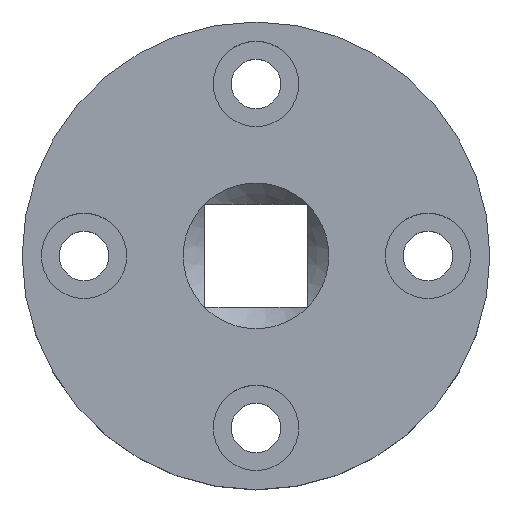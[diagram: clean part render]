
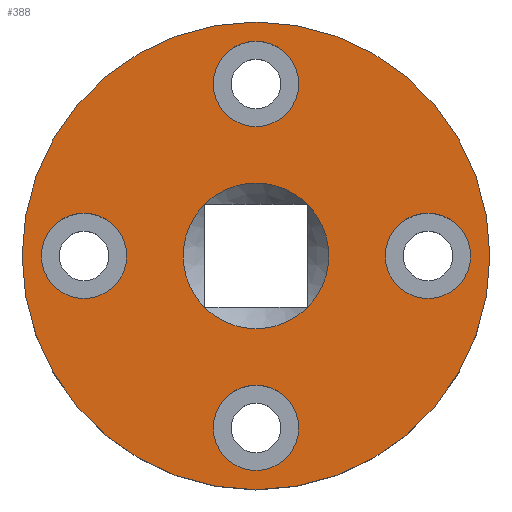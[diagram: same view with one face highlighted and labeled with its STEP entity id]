
A CAD part, top view. The second image highlights one B-rep face of the part: STEP entity #388.
In plain terms, the highlighted planar face has unit normal (0, 0, 1).
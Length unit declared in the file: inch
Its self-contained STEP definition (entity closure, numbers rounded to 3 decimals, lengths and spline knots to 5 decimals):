
#23=LINE('',#608,#39);
#27=LINE('',#616,#43);
#28=LINE('',#622,#44);
#31=LINE('',#628,#47);
#32=LINE('',#634,#48);
#33=LINE('',#640,#49);
#36=LINE('',#646,#52);
#37=LINE('',#651,#53);
#39=VECTOR('',#504,0.00023);
#43=VECTOR('',#508,0.00023);
#44=VECTOR('',#511,0.00023);
#47=VECTOR('',#514,0.00023);
#48=VECTOR('',#517,0.00023);
#49=VECTOR('',#518,0.00023);
#52=VECTOR('',#523,0.00023);
#53=VECTOR('',#524,0.00023);
#77=FACE_BOUND('',#148,.T.);
#78=FACE_BOUND('',#149,.T.);
#79=FACE_BOUND('',#150,.T.);
#80=FACE_BOUND('',#151,.T.);
#81=FACE_BOUND('',#152,.T.);
#110=FACE_OUTER_BOUND('',#147,.T.);
#147=EDGE_LOOP('',(#325));
#148=EDGE_LOOP('',(#326));
#149=EDGE_LOOP('',(#327));
#150=EDGE_LOOP('',(#328));
#151=EDGE_LOOP('',(#329));
#152=EDGE_LOOP('',(#330,#331,#332,#333,#334,#335,#336,#337,#338,#339,#340,
#341));
#167=CIRCLE('',#399,0.155);
#171=CIRCLE('',#406,0.155);
#175=CIRCLE('',#413,0.155);
#179=CIRCLE('',#420,0.155);
#181=CIRCLE('',#428,0.265);
#182=CIRCLE('',#430,0.265);
#183=CIRCLE('',#432,0.265);
#184=CIRCLE('',#434,0.265);
#185=CIRCLE('',#436,0.85);
#191=VERTEX_POINT('',#567);
#195=VERTEX_POINT('',#578);
#199=VERTEX_POINT('',#589);
#203=VERTEX_POINT('',#600);
#205=VERTEX_POINT('',#606);
#206=VERTEX_POINT('',#607);
#209=VERTEX_POINT('',#613);
#210=VERTEX_POINT('',#615);
#211=VERTEX_POINT('',#621);
#213=VERTEX_POINT('',#625);
#214=VERTEX_POINT('',#627);
#215=VERTEX_POINT('',#633);
#216=VERTEX_POINT('',#635);
#217=VERTEX_POINT('',#639);
#219=VERTEX_POINT('',#645);
#220=VERTEX_POINT('',#647);
#221=VERTEX_POINT('',#662);
#227=EDGE_CURVE('',#191,#191,#167,.T.);
#231=EDGE_CURVE('',#195,#195,#171,.T.);
#235=EDGE_CURVE('',#199,#199,#175,.T.);
#239=EDGE_CURVE('',#203,#203,#179,.T.);
#241=EDGE_CURVE('',#205,#206,#23,.T.);
#245=EDGE_CURVE('',#210,#209,#27,.T.);
#247=EDGE_CURVE('',#209,#211,#28,.T.);
#250=EDGE_CURVE('',#214,#213,#31,.T.);
#252=EDGE_CURVE('',#215,#205,#32,.T.);
#254=EDGE_CURVE('',#217,#216,#33,.T.);
#257=EDGE_CURVE('',#219,#217,#36,.T.);
#259=EDGE_CURVE('',#213,#220,#37,.T.);
#261=EDGE_CURVE('',#214,#211,#181,.T.);
#262=EDGE_CURVE('',#219,#220,#182,.T.);
#263=EDGE_CURVE('',#215,#216,#183,.T.);
#264=EDGE_CURVE('',#210,#206,#184,.T.);
#265=EDGE_CURVE('',#221,#221,#185,.T.);
#325=ORIENTED_EDGE('',*,*,#265,.F.);
#326=ORIENTED_EDGE('',*,*,#227,.T.);
#327=ORIENTED_EDGE('',*,*,#231,.T.);
#328=ORIENTED_EDGE('',*,*,#235,.T.);
#329=ORIENTED_EDGE('',*,*,#239,.T.);
#330=ORIENTED_EDGE('',*,*,#241,.T.);
#331=ORIENTED_EDGE('',*,*,#264,.F.);
#332=ORIENTED_EDGE('',*,*,#245,.T.);
#333=ORIENTED_EDGE('',*,*,#247,.T.);
#334=ORIENTED_EDGE('',*,*,#261,.F.);
#335=ORIENTED_EDGE('',*,*,#250,.T.);
#336=ORIENTED_EDGE('',*,*,#259,.T.);
#337=ORIENTED_EDGE('',*,*,#262,.F.);
#338=ORIENTED_EDGE('',*,*,#257,.T.);
#339=ORIENTED_EDGE('',*,*,#254,.T.);
#340=ORIENTED_EDGE('',*,*,#263,.F.);
#341=ORIENTED_EDGE('',*,*,#252,.T.);
#365=PLANE('',#435);
#388=ADVANCED_FACE('',(#110,#77,#78,#79,#80,#81),#365,.T.);
#399=AXIS2_PLACEMENT_3D('',#568,#454,#455);
#406=AXIS2_PLACEMENT_3D('',#579,#468,#469);
#413=AXIS2_PLACEMENT_3D('',#590,#482,#483);
#420=AXIS2_PLACEMENT_3D('',#601,#496,#497);
#428=AXIS2_PLACEMENT_3D('',#654,#528,#529);
#430=AXIS2_PLACEMENT_3D('',#656,#532,#533);
#432=AXIS2_PLACEMENT_3D('',#658,#536,#537);
#434=AXIS2_PLACEMENT_3D('',#660,#540,#541);
#435=AXIS2_PLACEMENT_3D('',#661,#542,#543);
#436=AXIS2_PLACEMENT_3D('',#663,#544,#545);
#454=DIRECTION('center_axis',(0.,0.,
-1.));
#455=DIRECTION('ref_axis',(0.,-1.,0.));
#468=DIRECTION('center_axis',(0.,0.,
-1.));
#469=DIRECTION('ref_axis',(-1.,0.,0.));
#482=DIRECTION('center_axis',(0.,0.,
-1.));
#483=DIRECTION('ref_axis',(0.,1.,0.));
#496=DIRECTION('center_axis',(0.,0.,
-1.));
#497=DIRECTION('ref_axis',(1.,0.,0.));
#504=DIRECTION('',(1.,0.,0.));
#508=DIRECTION('',(1.,0.,0.));
#511=DIRECTION('',(0.,-1.,0.));
#514=DIRECTION('',(0.,-1.,0.));
#517=DIRECTION('',(0.,1.,0.));
#518=DIRECTION('',(0.,1.,0.));
#523=DIRECTION('',(-1.,0.,0.));
#524=DIRECTION('',(-1.,0.,0.));
#528=DIRECTION('center_axis',(0.,0.,
1.));
#529=DIRECTION('ref_axis',(-1.,0.,0.));
#532=DIRECTION('center_axis',(0.,0.,
1.));
#533=DIRECTION('ref_axis',(-1.,0.,0.));
#536=DIRECTION('center_axis',(0.,0.,
1.));
#537=DIRECTION('ref_axis',(-1.,0.,0.));
#540=DIRECTION('center_axis',(0.,0.,
1.));
#541=DIRECTION('ref_axis',(-1.,0.,0.));
#542=DIRECTION('center_axis',(0.,0.,
1.));
#543=DIRECTION('ref_axis',(1.,0.,0.));
#544=DIRECTION('center_axis',(0.,0.,
-1.));
#545=DIRECTION('ref_axis',(0.,-1.,0.));
#567=CARTESIAN_POINT('',(-0.625,-0.155,0.28));
#568=CARTESIAN_POINT('Origin',(-0.625,0.,0.28));
#578=CARTESIAN_POINT('',(-0.155,0.625,0.28));
#579=CARTESIAN_POINT('Origin',(0.,0.625,0.28));
#589=CARTESIAN_POINT('',(0.625,0.155,0.28));
#590=CARTESIAN_POINT('Origin',(0.625,0.,
0.28));
#600=CARTESIAN_POINT('',(0.155,-0.625,0.28));
#601=CARTESIAN_POINT('Origin',(0.,-0.625,
0.28));
#606=CARTESIAN_POINT('',(-0.1875,0.1875,0.28));
#607=CARTESIAN_POINT('',(-0.18727,0.1875,0.28));
#608=CARTESIAN_POINT('',(-0.09375,0.1875,0.28));
#613=CARTESIAN_POINT('',(0.1875,0.1875,0.28));
#615=CARTESIAN_POINT('',(0.18727,0.1875,0.28));
#616=CARTESIAN_POINT('',(-0.09375,0.1875,0.28));
#621=CARTESIAN_POINT('',(0.1875,0.18727,0.28));
#622=CARTESIAN_POINT('',(0.1875,-0.11875,0.28));
#625=CARTESIAN_POINT('',(0.1875,-0.1875,0.28));
#627=CARTESIAN_POINT('',(0.1875,-0.18727,0.28));
#628=CARTESIAN_POINT('',(0.1875,-0.11875,0.28));
#633=CARTESIAN_POINT('',(-0.1875,0.18727,0.28));
#634=CARTESIAN_POINT('',(-0.1875,-0.30625,0.28));
#635=CARTESIAN_POINT('',(-0.1875,-0.18727,0.28));
#639=CARTESIAN_POINT('',(-0.1875,-0.1875,0.28));
#640=CARTESIAN_POINT('',(-0.1875,-0.30625,0.28));
#645=CARTESIAN_POINT('',(-0.18727,-0.1875,0.28));
#646=CARTESIAN_POINT('',(0.09375,-0.1875,0.28));
#647=CARTESIAN_POINT('',(0.18727,-0.1875,0.28));
#651=CARTESIAN_POINT('',(0.09375,-0.1875,0.28));
#654=CARTESIAN_POINT('Origin',(0.,0.,
0.28));
#656=CARTESIAN_POINT('Origin',(0.,0.,
0.28));
#658=CARTESIAN_POINT('Origin',(0.,0.,
0.28));
#660=CARTESIAN_POINT('Origin',(0.,0.,
0.28));
#661=CARTESIAN_POINT('Origin',(0.,-0.425,
0.28));
#662=CARTESIAN_POINT('',(0.,-0.85,0.28));
#663=CARTESIAN_POINT('Origin',(0.,0.,
0.28));
